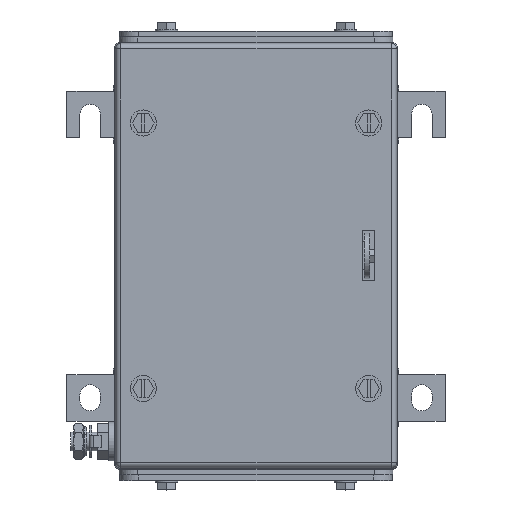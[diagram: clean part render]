
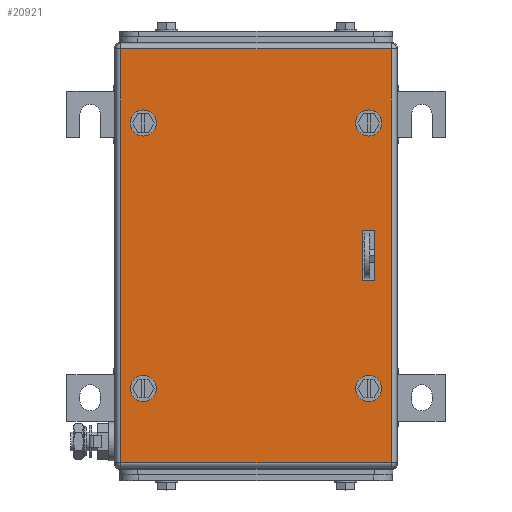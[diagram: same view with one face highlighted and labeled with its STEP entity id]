
A CAD part, top view. The second image highlights one B-rep face of the part: STEP entity #20921.
In plain terms, the highlighted planar face has unit normal (0, 0, 1).
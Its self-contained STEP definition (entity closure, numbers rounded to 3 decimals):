
#20761=AXIS2_PLACEMENT_3D('Circle Axis2P3D',#20759,#20760,$) ;
#20788=AXIS2_PLACEMENT_3D('Plane Axis2P3D',#20785,#20786,#20787) ;
#20826=AXIS2_PLACEMENT_3D('Circle Axis2P3D',#20824,#20825,$) ;
#20835=AXIS2_PLACEMENT_3D('Circle Axis2P3D',#20833,#20834,$) ;
#20844=AXIS2_PLACEMENT_3D('Circle Axis2P3D',#20842,#20843,$) ;
#20853=AXIS2_PLACEMENT_3D('Circle Axis2P3D',#20851,#20852,$) ;
#20862=AXIS2_PLACEMENT_3D('Circle Axis2P3D',#20860,#20861,$) ;
#20871=AXIS2_PLACEMENT_3D('Circle Axis2P3D',#20869,#20870,$) ;
#20880=AXIS2_PLACEMENT_3D('Circle Axis2P3D',#20878,#20879,$) ;
#20756=CARTESIAN_POINT('Vertex',(44.5,196.75,136.5)) ;
#20759=CARTESIAN_POINT('Axis2P3D Location',(41.,196.75,136.5)) ;
#20763=CARTESIAN_POINT('Vertex',(37.5,196.75,136.5)) ;
#20785=CARTESIAN_POINT('Axis2P3D Location',(101.5,125.5,136.5)) ;
#20790=CARTESIAN_POINT('Line Origine',(101.5,236.5,136.5)) ;
#20794=CARTESIAN_POINT('Vertex',(174.,236.5,136.5)) ;
#20796=CARTESIAN_POINT('Vertex',(29.,236.5,136.5)) ;
#20799=CARTESIAN_POINT('Line Origine',(29.,125.5,136.5)) ;
#20803=CARTESIAN_POINT('Vertex',(29.,14.5,136.5)) ;
#20806=CARTESIAN_POINT('Line Origine',(101.5,14.5,136.5)) ;
#20810=CARTESIAN_POINT('Vertex',(174.,14.5,136.5)) ;
#20813=CARTESIAN_POINT('Line Origine',(174.,125.5,136.5)) ;
#20824=CARTESIAN_POINT('Axis2P3D Location',(41.,196.75,136.5)) ;
#20833=CARTESIAN_POINT('Axis2P3D Location',(41.,54.25,136.5)) ;
#20837=CARTESIAN_POINT('Vertex',(37.5,54.25,136.5)) ;
#20839=CARTESIAN_POINT('Vertex',(44.5,54.25,136.5)) ;
#20842=CARTESIAN_POINT('Axis2P3D Location',(41.,54.25,136.5)) ;
#20851=CARTESIAN_POINT('Axis2P3D Location',(162.,54.25,136.5)) ;
#20855=CARTESIAN_POINT('Vertex',(165.5,54.25,136.5)) ;
#20857=CARTESIAN_POINT('Vertex',(158.5,54.25,136.5)) ;
#20860=CARTESIAN_POINT('Axis2P3D Location',(162.,54.25,136.5)) ;
#20869=CARTESIAN_POINT('Axis2P3D Location',(162.,196.75,136.5)) ;
#20873=CARTESIAN_POINT('Vertex',(165.5,196.75,136.5)) ;
#20875=CARTESIAN_POINT('Vertex',(158.5,196.75,136.5)) ;
#20878=CARTESIAN_POINT('Axis2P3D Location',(162.,196.75,136.5)) ;
#20887=CARTESIAN_POINT('Line Origine',(161.75,112.,136.5)) ;
#20891=CARTESIAN_POINT('Vertex',(165.,112.,136.5)) ;
#20893=CARTESIAN_POINT('Vertex',(158.5,112.,136.5)) ;
#20896=CARTESIAN_POINT('Line Origine',(158.5,125.5,136.5)) ;
#20900=CARTESIAN_POINT('Vertex',(158.5,139.,136.5)) ;
#20903=CARTESIAN_POINT('Line Origine',(161.75,139.,136.5)) ;
#20907=CARTESIAN_POINT('Vertex',(165.,139.,136.5)) ;
#20910=CARTESIAN_POINT('Line Origine',(165.,125.5,136.5)) ;
#20760=DIRECTION('Axis2P3D Direction',(0.,0.,1.)) ;
#20786=DIRECTION('Axis2P3D Direction',(0.,0.,1.)) ;
#20787=DIRECTION('Axis2P3D XDirection',(1.,0.,0.)) ;
#20791=DIRECTION('Vector Direction',(1.,0.,0.)) ;
#20800=DIRECTION('Vector Direction',(0.,-1.,0.)) ;
#20807=DIRECTION('Vector Direction',(1.,0.,0.)) ;
#20814=DIRECTION('Vector Direction',(0.,1.,0.)) ;
#20825=DIRECTION('Axis2P3D Direction',(0.,0.,1.)) ;
#20834=DIRECTION('Axis2P3D Direction',(0.,0.,1.)) ;
#20843=DIRECTION('Axis2P3D Direction',(0.,0.,1.)) ;
#20852=DIRECTION('Axis2P3D Direction',(0.,0.,1.)) ;
#20861=DIRECTION('Axis2P3D Direction',(0.,0.,1.)) ;
#20870=DIRECTION('Axis2P3D Direction',(0.,0.,1.)) ;
#20879=DIRECTION('Axis2P3D Direction',(0.,0.,1.)) ;
#20888=DIRECTION('Vector Direction',(-1.,0.,0.)) ;
#20897=DIRECTION('Vector Direction',(0.,1.,0.)) ;
#20904=DIRECTION('Vector Direction',(1.,0.,0.)) ;
#20911=DIRECTION('Vector Direction',(0.,-1.,0.)) ;
#20792=VECTOR('Line Direction',#20791,1.) ;
#20801=VECTOR('Line Direction',#20800,1.) ;
#20808=VECTOR('Line Direction',#20807,1.) ;
#20815=VECTOR('Line Direction',#20814,1.) ;
#20889=VECTOR('Line Direction',#20888,1.) ;
#20898=VECTOR('Line Direction',#20897,1.) ;
#20905=VECTOR('Line Direction',#20904,1.) ;
#20912=VECTOR('Line Direction',#20911,1.) ;
#20819=ORIENTED_EDGE('',*,*,#20798,.T.) ;
#20820=ORIENTED_EDGE('',*,*,#20805,.T.) ;
#20821=ORIENTED_EDGE('',*,*,#20812,.T.) ;
#20822=ORIENTED_EDGE('',*,*,#20817,.T.) ;
#20830=ORIENTED_EDGE('',*,*,#20828,.F.) ;
#20831=ORIENTED_EDGE('',*,*,#20765,.F.) ;
#20848=ORIENTED_EDGE('',*,*,#20841,.F.) ;
#20849=ORIENTED_EDGE('',*,*,#20846,.F.) ;
#20866=ORIENTED_EDGE('',*,*,#20859,.F.) ;
#20867=ORIENTED_EDGE('',*,*,#20864,.F.) ;
#20884=ORIENTED_EDGE('',*,*,#20877,.F.) ;
#20885=ORIENTED_EDGE('',*,*,#20882,.F.) ;
#20916=ORIENTED_EDGE('',*,*,#20895,.T.) ;
#20917=ORIENTED_EDGE('',*,*,#20902,.T.) ;
#20918=ORIENTED_EDGE('',*,*,#20909,.T.) ;
#20919=ORIENTED_EDGE('',*,*,#20914,.T.) ;
#20832=FACE_BOUND('',#20829,.T.) ;
#20850=FACE_BOUND('',#20847,.T.) ;
#20868=FACE_BOUND('',#20865,.T.) ;
#20886=FACE_BOUND('',#20883,.T.) ;
#20920=FACE_BOUND('',#20915,.T.) ;
#20921=ADVANCED_FACE('ZUB_KTB_MH_221513_2GP_AllCATPart.1\\ZUB_DE_KTB_MH_229x152.1\\DE_KTB_MH_PART_MASTER.1\\Koerper.2',(#20823,#20832,#20850,#20868,#20886,#20920),#20789,.T.) ;
#20762=CIRCLE('generated circle',#20761,3.5) ;
#20827=CIRCLE('generated circle',#20826,3.5) ;
#20836=CIRCLE('generated circle',#20835,3.5) ;
#20845=CIRCLE('generated circle',#20844,3.5) ;
#20854=CIRCLE('generated circle',#20853,3.5) ;
#20863=CIRCLE('generated circle',#20862,3.5) ;
#20872=CIRCLE('generated circle',#20871,3.5) ;
#20881=CIRCLE('generated circle',#20880,3.5) ;
#20765=EDGE_CURVE('',#20757,#20764,#20762,.T.) ;
#20798=EDGE_CURVE('',#20795,#20797,#20793,.F.) ;
#20805=EDGE_CURVE('',#20797,#20804,#20802,.T.) ;
#20812=EDGE_CURVE('',#20804,#20811,#20809,.T.) ;
#20817=EDGE_CURVE('',#20811,#20795,#20816,.T.) ;
#20828=EDGE_CURVE('',#20764,#20757,#20827,.T.) ;
#20841=EDGE_CURVE('',#20838,#20840,#20836,.T.) ;
#20846=EDGE_CURVE('',#20840,#20838,#20845,.T.) ;
#20859=EDGE_CURVE('',#20856,#20858,#20854,.T.) ;
#20864=EDGE_CURVE('',#20858,#20856,#20863,.T.) ;
#20877=EDGE_CURVE('',#20874,#20876,#20872,.T.) ;
#20882=EDGE_CURVE('',#20876,#20874,#20881,.T.) ;
#20895=EDGE_CURVE('',#20892,#20894,#20890,.T.) ;
#20902=EDGE_CURVE('',#20894,#20901,#20899,.T.) ;
#20909=EDGE_CURVE('',#20901,#20908,#20906,.T.) ;
#20914=EDGE_CURVE('',#20908,#20892,#20913,.T.) ;
#20818=EDGE_LOOP('',(#20819,#20820,#20821,#20822)) ;
#20829=EDGE_LOOP('',(#20830,#20831)) ;
#20847=EDGE_LOOP('',(#20848,#20849)) ;
#20865=EDGE_LOOP('',(#20866,#20867)) ;
#20883=EDGE_LOOP('',(#20884,#20885)) ;
#20915=EDGE_LOOP('',(#20916,#20917,#20918,#20919)) ;
#20823=FACE_OUTER_BOUND('',#20818,.T.) ;
#20793=LINE('Line',#20790,#20792) ;
#20802=LINE('Line',#20799,#20801) ;
#20809=LINE('Line',#20806,#20808) ;
#20816=LINE('Line',#20813,#20815) ;
#20890=LINE('Line',#20887,#20889) ;
#20899=LINE('Line',#20896,#20898) ;
#20906=LINE('Line',#20903,#20905) ;
#20913=LINE('Line',#20910,#20912) ;
#20789=PLANE('',#20788) ;
#20757=VERTEX_POINT('',#20756) ;
#20764=VERTEX_POINT('',#20763) ;
#20795=VERTEX_POINT('',#20794) ;
#20797=VERTEX_POINT('',#20796) ;
#20804=VERTEX_POINT('',#20803) ;
#20811=VERTEX_POINT('',#20810) ;
#20838=VERTEX_POINT('',#20837) ;
#20840=VERTEX_POINT('',#20839) ;
#20856=VERTEX_POINT('',#20855) ;
#20858=VERTEX_POINT('',#20857) ;
#20874=VERTEX_POINT('',#20873) ;
#20876=VERTEX_POINT('',#20875) ;
#20892=VERTEX_POINT('',#20891) ;
#20894=VERTEX_POINT('',#20893) ;
#20901=VERTEX_POINT('',#20900) ;
#20908=VERTEX_POINT('',#20907) ;
